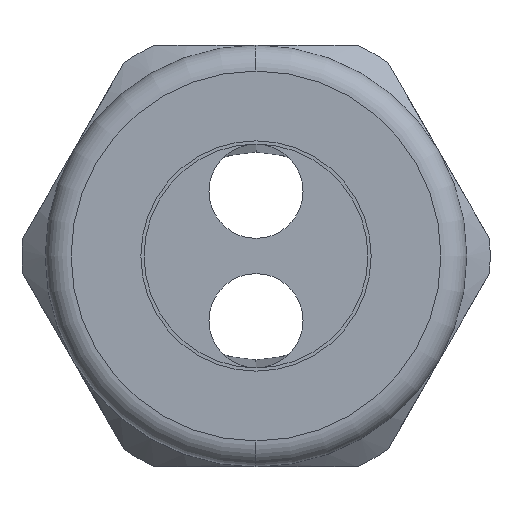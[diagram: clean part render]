
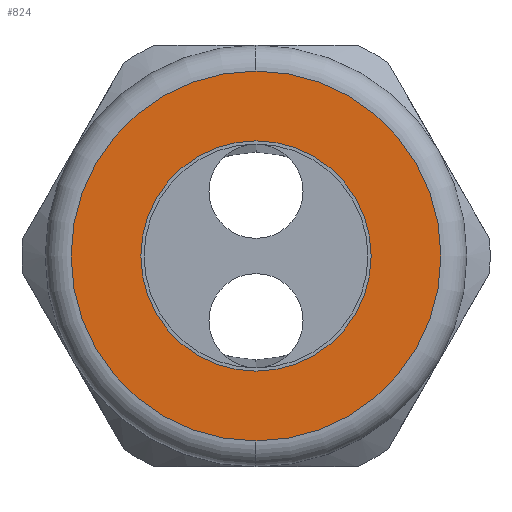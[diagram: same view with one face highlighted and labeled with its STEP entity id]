
A CAD part, left-side view. The second image highlights one B-rep face of the part: STEP entity #824.
In plain terms, the highlighted planar face has unit normal (-1, 0, 0).
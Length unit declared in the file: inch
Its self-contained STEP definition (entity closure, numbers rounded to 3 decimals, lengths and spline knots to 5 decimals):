
#64 = VERTEX_POINT ( 'NONE', #1153 ) ;
#65 = EDGE_CURVE ( 'NONE', #64, #68, #1152, .T. ) ;
#68 = VERTEX_POINT ( 'NONE', #1143 ) ;
#750 = ORIENTED_EDGE ( 'NONE', *, *, #856, .T. ) ;
#751 = EDGE_LOOP ( 'NONE', ( #859, #863 ) ) ;
#824 = ADVANCED_FACE ( 'NONE', ( #2634, #2633 ), #2632, .T. ) ;
#825 = EDGE_LOOP ( 'NONE', ( #828, #750 ) ) ;
#828 = ORIENTED_EDGE ( 'NONE', *, *, #5468, .T. ) ;
#856 = EDGE_CURVE ( 'NONE', #5476, #5447, #2714, .T. ) ;
#859 = ORIENTED_EDGE ( 'NONE', *, *, #861, .T. ) ;
#861 = EDGE_CURVE ( 'NONE', #68, #64, #2709, .T. ) ;
#863 = ORIENTED_EDGE ( 'NONE', *, *, #65, .T. ) ;
#1143 = CARTESIAN_POINT ( 'NONE',  ( -1.53, 0., -0.355 ) ) ;
#1148 = DIRECTION ( 'NONE',  ( 0., 0., -1. ) ) ;
#1149 = DIRECTION ( 'NONE',  ( 1., 0., 0. ) ) ;
#1150 = CARTESIAN_POINT ( 'NONE',  ( -1.53, 0., 0. ) ) ;
#1151 = AXIS2_PLACEMENT_3D ( 'NONE', #1150, #1149, #1148 ) ;
#1152 = CIRCLE ( 'NONE', #1151, 0.355 ) ;
#1153 = CARTESIAN_POINT ( 'NONE',  ( -1.53, 0., 0.355 ) ) ;
#2627 = DIRECTION ( 'NONE',  ( 0., 0., 1. ) ) ;
#2628 = DIRECTION ( 'NONE',  ( -1., 0., 0. ) ) ;
#2629 = CARTESIAN_POINT ( 'NONE',  ( -1.53, 0.65, 0. ) ) ;
#2630 = AXIS2_PLACEMENT_3D ( 'NONE', #2629, #2628, #2627 ) ;
#2632 = PLANE ( 'NONE',  #2630 ) ;
#2633 = FACE_BOUND ( 'NONE', #751, .T. ) ;
#2634 = FACE_OUTER_BOUND ( 'NONE', #825, .T. ) ;
#2705 = DIRECTION ( 'NONE',  ( 0., 0., -1. ) ) ;
#2706 = DIRECTION ( 'NONE',  ( 1., 0., 0. ) ) ;
#2707 = CARTESIAN_POINT ( 'NONE',  ( -1.53, 0., 0. ) ) ;
#2708 = AXIS2_PLACEMENT_3D ( 'NONE', #2707, #2706, #2705 ) ;
#2709 = CIRCLE ( 'NONE', #2708, 0.355 ) ;
#2710 = DIRECTION ( 'NONE',  ( 0., 0., 1. ) ) ;
#2711 = DIRECTION ( 'NONE',  ( -1., 0., 0. ) ) ;
#2712 = CARTESIAN_POINT ( 'NONE',  ( -1.53, 0., 0. ) ) ;
#2713 = AXIS2_PLACEMENT_3D ( 'NONE', #2712, #2711, #2710 ) ;
#2714 = CIRCLE ( 'NONE', #2713, 0.57 ) ;
#4232 = CARTESIAN_POINT ( 'NONE',  ( -1.53, 0., 0.57 ) ) ;
#4251 = DIRECTION ( 'NONE',  ( 0., 0., 1. ) ) ;
#4252 = DIRECTION ( 'NONE',  ( -1., 0., 0. ) ) ;
#4253 = AXIS2_PLACEMENT_3D ( 'NONE', #4259, #4252, #4251 ) ;
#4254 = CIRCLE ( 'NONE', #4253, 0.57 ) ;
#4259 = CARTESIAN_POINT ( 'NONE',  ( -1.53, 0., 0. ) ) ;
#4300 = CARTESIAN_POINT ( 'NONE',  ( -1.53, 0., -0.57 ) ) ;
#5447 = VERTEX_POINT ( 'NONE', #4232 ) ;
#5468 = EDGE_CURVE ( 'NONE', #5447, #5476, #4254, .T. ) ;
#5476 = VERTEX_POINT ( 'NONE', #4300 ) ;
